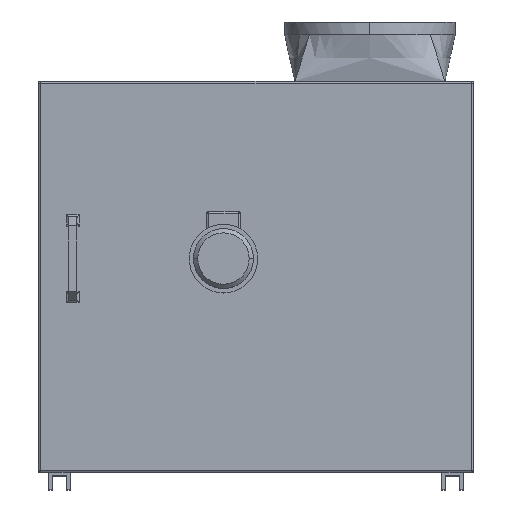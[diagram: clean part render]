
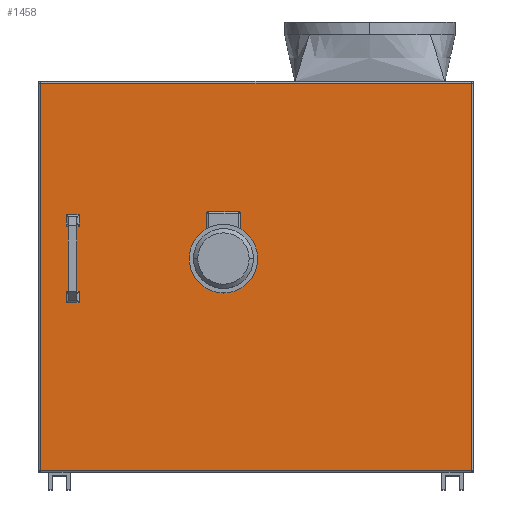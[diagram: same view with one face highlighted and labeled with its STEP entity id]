
A CAD part, top view. The second image highlights one B-rep face of the part: STEP entity #1458.
In plain terms, the highlighted planar face has unit normal (0, 0, 1).
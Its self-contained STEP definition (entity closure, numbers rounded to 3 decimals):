
#34 = ORIENTED_EDGE ( 'NONE', *, *, #4051, .T. ) ;
#101 = EDGE_LOOP ( 'NONE', ( #1234, #2148, #3289, #4597 ) ) ;
#212 = AXIS2_PLACEMENT_3D ( 'NONE', #3510, #3505, #3503 ) ;
#347 = ORIENTED_EDGE ( 'NONE', *, *, #1119, .T. ) ;
#370 = EDGE_LOOP ( 'NONE', ( #3861, #4152, #347, #2506 ) ) ;
#385 = CARTESIAN_POINT ( 'NONE',  ( -413., 641.887, 510. ) ) ;
#457 = VECTOR ( 'NONE', #3462, 1000. ) ;
#695 = FACE_BOUND ( 'NONE', #101, .T. ) ;
#790 = CARTESIAN_POINT ( 'NONE',  ( -443., 436.113, 510. ) ) ;
#823 = EDGE_CURVE ( 'NONE', #1266, #3882, #1429, .T. ) ;
#829 = EDGE_CURVE ( 'NONE', #3882, #1381, #2281, .T. ) ;
#841 = EDGE_CURVE ( 'NONE', #1381, #3325, #2933, .T. ) ;
#854 = LINE ( 'NONE', #3657, #974 ) ;
#876 = EDGE_CURVE ( 'NONE', #3325, #1266, #854, .T. ) ;
#883 = EDGE_CURVE ( 'NONE', #1601, #1550, #3713, .T. ) ;
#891 = EDGE_CURVE ( 'NONE', #1550, #4301, #3590, .T. ) ;
#900 = CARTESIAN_POINT ( 'NONE',  ( -443., 641.887, 510. ) ) ;
#922 = EDGE_CURVE ( 'NONE', #3893, #1025, #4440, .T. ) ;
#940 = EDGE_CURVE ( 'NONE', #1841, #2142, #3362, .T. ) ;
#948 = EDGE_CURVE ( 'NONE', #2142, #2732, #4335, .T. ) ;
#974 = VECTOR ( 'NONE', #3656, 1000. ) ;
#980 = EDGE_CURVE ( 'NONE', #2732, #3085, #1364, .T. ) ;
#997 = EDGE_CURVE ( 'NONE', #3085, #1841, #4118, .T. ) ;
#1025 = VERTEX_POINT ( 'NONE', #3368 ) ;
#1077 = CARTESIAN_POINT ( 'NONE',  ( -413., 615.34, 510. ) ) ;
#1087 = VECTOR ( 'NONE', #3753, 1000. ) ;
#1114 = CARTESIAN_POINT ( 'NONE',  ( 0., 436.113, 510. ) ) ;
#1119 = EDGE_CURVE ( 'NONE', #4301, #1143, #1536, .T. ) ;
#1129 = EDGE_CURVE ( 'NONE', #1143, #1601, #4387, .T. ) ;
#1140 = VECTOR ( 'NONE', #3388, 1000. ) ;
#1143 = VERTEX_POINT ( 'NONE', #2937 ) ;
#1234 = ORIENTED_EDGE ( 'NONE', *, *, #823, .T. ) ;
#1266 = VERTEX_POINT ( 'NONE', #2611 ) ;
#1364 = LINE ( 'NONE', #3436, #3242 ) ;
#1381 = VERTEX_POINT ( 'NONE', #2111 ) ;
#1422 = VECTOR ( 'NONE', #3016, 1000. ) ;
#1429 = LINE ( 'NONE', #3772, #1087 ) ;
#1458 = ADVANCED_FACE ( 'NONE', ( #695, #4478, #2517, #3639 ), #1969, .T. ) ;
#1460 = CARTESIAN_POINT ( 'NONE',  ( 503., 949., 510. ) ) ;
#1536 = LINE ( 'NONE', #3062, #1422 ) ;
#1550 = VERTEX_POINT ( 'NONE', #1660 ) ;
#1601 = VERTEX_POINT ( 'NONE', #1460 ) ;
#1621 = ORIENTED_EDGE ( 'NONE', *, *, #997, .T. ) ;
#1660 = CARTESIAN_POINT ( 'NONE',  ( -503., 949., 510. ) ) ;
#1800 = ORIENTED_EDGE ( 'NONE', *, *, #980, .T. ) ;
#1833 = VECTOR ( 'NONE', #3494, 1000. ) ;
#1841 = VERTEX_POINT ( 'NONE', #900 ) ;
#1933 = DIRECTION ( 'NONE',  ( 1., 0., 0. ) ) ;
#1937 = DIRECTION ( 'NONE',  ( 0., 0., 1. ) ) ;
#1943 = CARTESIAN_POINT ( 'NONE',  ( 0., 0., 510. ) ) ;
#1969 = PLANE ( 'NONE',  #4420 ) ;
#2055 = VECTOR ( 'NONE', #3750, 1000. ) ;
#2091 = CIRCLE ( 'NONE', #2197, 65. ) ;
#2111 = CARTESIAN_POINT ( 'NONE',  ( -413., 436.113, 510. ) ) ;
#2142 = VERTEX_POINT ( 'NONE', #385 ) ;
#2148 = ORIENTED_EDGE ( 'NONE', *, *, #829, .T. ) ;
#2197 = AXIS2_PLACEMENT_3D ( 'NONE', #3154, #3149, #3145 ) ;
#2210 = CARTESIAN_POINT ( 'NONE',  ( -503., 45., 510. ) ) ;
#2275 = VECTOR ( 'NONE', #2954, 1000. ) ;
#2278 = EDGE_LOOP ( 'NONE', ( #34, #2563 ) ) ;
#2281 = LINE ( 'NONE', #3767, #2055 ) ;
#2506 = ORIENTED_EDGE ( 'NONE', *, *, #1129, .T. ) ;
#2517 = FACE_BOUND ( 'NONE', #2278, .T. ) ;
#2563 = ORIENTED_EDGE ( 'NONE', *, *, #922, .T. ) ;
#2590 = EDGE_LOOP ( 'NONE', ( #4360, #3215, #1800, #1621 ) ) ;
#2592 = VECTOR ( 'NONE', #3607, 1000. ) ;
#2611 = CARTESIAN_POINT ( 'NONE',  ( -443., 462.66, 510. ) ) ;
#2732 = VERTEX_POINT ( 'NONE', #1077 ) ;
#2822 = VECTOR ( 'NONE', #3617, 1000. ) ;
#2875 = CARTESIAN_POINT ( 'NONE',  ( -443., 615.34, 510. ) ) ;
#2933 = LINE ( 'NONE', #1114, #3944 ) ;
#2937 = CARTESIAN_POINT ( 'NONE',  ( 503., 45., 510. ) ) ;
#2954 = DIRECTION ( 'NONE',  ( 0., 1., 0. ) ) ;
#2996 = CARTESIAN_POINT ( 'NONE',  ( 503., 954., 510. ) ) ;
#3016 = DIRECTION ( 'NONE',  ( 1., 0., 0. ) ) ;
#3062 = CARTESIAN_POINT ( 'NONE',  ( 508., 45., 510. ) ) ;
#3085 = VERTEX_POINT ( 'NONE', #2875 ) ;
#3145 = DIRECTION ( 'NONE',  ( 1., 0., 0. ) ) ;
#3149 = DIRECTION ( 'NONE',  ( 0., 0., -1. ) ) ;
#3154 = CARTESIAN_POINT ( 'NONE',  ( -76., 539., 510. ) ) ;
#3215 = ORIENTED_EDGE ( 'NONE', *, *, #948, .T. ) ;
#3242 = VECTOR ( 'NONE', #3418, 1000. ) ;
#3289 = ORIENTED_EDGE ( 'NONE', *, *, #841, .T. ) ;
#3325 = VERTEX_POINT ( 'NONE', #790 ) ;
#3362 = LINE ( 'NONE', #3491, #1833 ) ;
#3368 = CARTESIAN_POINT ( 'NONE',  ( -11., 539., 510. ) ) ;
#3379 = CARTESIAN_POINT ( 'NONE',  ( -443., 0., 510. ) ) ;
#3388 = DIRECTION ( 'NONE',  ( 0., 1., 0. ) ) ;
#3418 = DIRECTION ( 'NONE',  ( -1., 0., 0. ) ) ;
#3436 = CARTESIAN_POINT ( 'NONE',  ( 0., 615.34, 510. ) ) ;
#3462 = DIRECTION ( 'NONE',  ( 0., -1., 0. ) ) ;
#3485 = CARTESIAN_POINT ( 'NONE',  ( -413., 624., 510. ) ) ;
#3491 = CARTESIAN_POINT ( 'NONE',  ( 0., 641.887, 510. ) ) ;
#3494 = DIRECTION ( 'NONE',  ( 1., 0., 0. ) ) ;
#3503 = DIRECTION ( 'NONE',  ( 1., 0., 0. ) ) ;
#3505 = DIRECTION ( 'NONE',  ( 0., 0., -1. ) ) ;
#3510 = CARTESIAN_POINT ( 'NONE',  ( -76., 539., 510. ) ) ;
#3590 = LINE ( 'NONE', #3645, #2592 ) ;
#3607 = DIRECTION ( 'NONE',  ( 0., -1., 0. ) ) ;
#3617 = DIRECTION ( 'NONE',  ( -1., 0., 0. ) ) ;
#3628 = CARTESIAN_POINT ( 'NONE',  ( -508., 949., 510. ) ) ;
#3639 = FACE_BOUND ( 'NONE', #2590, .T. ) ;
#3645 = CARTESIAN_POINT ( 'NONE',  ( -503., 40., 510. ) ) ;
#3656 = DIRECTION ( 'NONE',  ( 0., 1., 0. ) ) ;
#3657 = CARTESIAN_POINT ( 'NONE',  ( -443., 0., 510. ) ) ;
#3713 = LINE ( 'NONE', #3628, #2822 ) ;
#3738 = DIRECTION ( 'NONE',  ( -1., 0., 0. ) ) ;
#3750 = DIRECTION ( 'NONE',  ( 0., -1., 0. ) ) ;
#3753 = DIRECTION ( 'NONE',  ( 1., 0., 0. ) ) ;
#3767 = CARTESIAN_POINT ( 'NONE',  ( -413., 439., 510. ) ) ;
#3772 = CARTESIAN_POINT ( 'NONE',  ( 0., 462.66, 510. ) ) ;
#3800 = CARTESIAN_POINT ( 'NONE',  ( -141., 539., 510. ) ) ;
#3846 = CARTESIAN_POINT ( 'NONE',  ( -413., 462.66, 510. ) ) ;
#3861 = ORIENTED_EDGE ( 'NONE', *, *, #883, .T. ) ;
#3882 = VERTEX_POINT ( 'NONE', #3846 ) ;
#3893 = VERTEX_POINT ( 'NONE', #3800 ) ;
#3944 = VECTOR ( 'NONE', #3738, 1000. ) ;
#4051 = EDGE_CURVE ( 'NONE', #1025, #3893, #2091, .T. ) ;
#4118 = LINE ( 'NONE', #3379, #1140 ) ;
#4152 = ORIENTED_EDGE ( 'NONE', *, *, #891, .T. ) ;
#4301 = VERTEX_POINT ( 'NONE', #2210 ) ;
#4335 = LINE ( 'NONE', #3485, #457 ) ;
#4360 = ORIENTED_EDGE ( 'NONE', *, *, #940, .T. ) ;
#4387 = LINE ( 'NONE', #2996, #2275 ) ;
#4420 = AXIS2_PLACEMENT_3D ( 'NONE', #1943, #1937, #1933 ) ;
#4440 = CIRCLE ( 'NONE', #212, 65. ) ;
#4478 = FACE_OUTER_BOUND ( 'NONE', #370, .T. ) ;
#4597 = ORIENTED_EDGE ( 'NONE', *, *, #876, .T. ) ;
